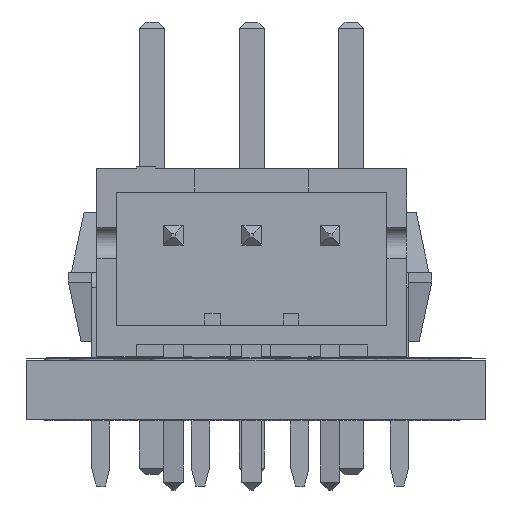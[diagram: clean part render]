
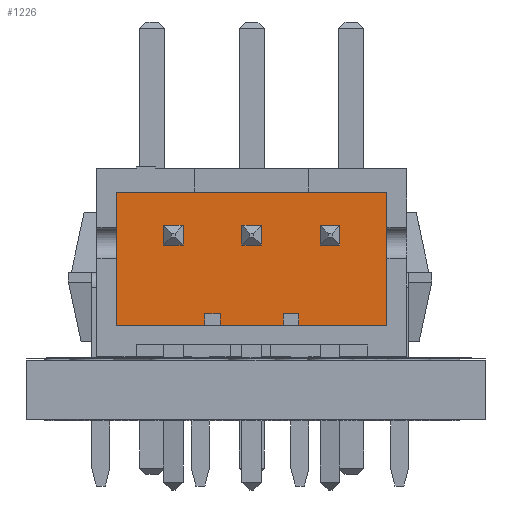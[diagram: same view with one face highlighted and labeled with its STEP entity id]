
A CAD part, front view. The second image highlights one B-rep face of the part: STEP entity #1226.
In plain terms, the highlighted planar face has unit normal (0, -1, 0).
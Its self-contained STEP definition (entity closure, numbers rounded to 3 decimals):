
#277 = VERTEX_POINT('',#278);
#278 = CARTESIAN_POINT('',(5.45,-2.05,0.8));
#284 = EDGE_CURVE('',#277,#285,#287,.T.);
#285 = VERTEX_POINT('',#286);
#286 = CARTESIAN_POINT('',(5.45,-2.05,4.2));
#287 = LINE('',#288,#289);
#288 = CARTESIAN_POINT('',(5.45,-2.05,0.8));
#289 = VECTOR('',#290,1.);
#290 = DIRECTION('',(0.,0.,1.));
#822 = VERTEX_POINT('',#823);
#823 = CARTESIAN_POINT('',(-1.45,-2.05,0.8));
#829 = EDGE_CURVE('',#822,#830,#832,.T.);
#830 = VERTEX_POINT('',#831);
#831 = CARTESIAN_POINT('',(0.8,-2.05,0.8));
#832 = LINE('',#833,#834);
#833 = CARTESIAN_POINT('',(-1.45,-2.05,0.8));
#834 = VECTOR('',#835,1.);
#835 = DIRECTION('',(1.,0.,0.));
#854 = VERTEX_POINT('',#855);
#855 = CARTESIAN_POINT('',(1.2,-2.05,0.8));
#861 = EDGE_CURVE('',#854,#862,#864,.T.);
#862 = VERTEX_POINT('',#863);
#863 = CARTESIAN_POINT('',(2.8,-2.05,0.8));
#864 = LINE('',#865,#866);
#865 = CARTESIAN_POINT('',(-1.45,-2.05,0.8));
#866 = VECTOR('',#867,1.);
#867 = DIRECTION('',(1.,0.,0.));
#886 = VERTEX_POINT('',#887);
#887 = CARTESIAN_POINT('',(3.2,-2.05,0.8));
#893 = EDGE_CURVE('',#886,#277,#894,.T.);
#894 = LINE('',#895,#896);
#895 = CARTESIAN_POINT('',(-1.45,-2.05,0.8));
#896 = VECTOR('',#897,1.);
#897 = DIRECTION('',(1.,0.,0.));
#919 = VERTEX_POINT('',#920);
#920 = CARTESIAN_POINT('',(-1.45,-2.05,4.2));
#926 = EDGE_CURVE('',#919,#822,#927,.T.);
#927 = LINE('',#928,#929);
#928 = CARTESIAN_POINT('',(-1.45,-2.05,4.2));
#929 = VECTOR('',#930,1.);
#930 = DIRECTION('',(0.,0.,-1.));
#1121 = EDGE_CURVE('',#285,#1122,#1124,.T.);
#1122 = VERTEX_POINT('',#1123);
#1123 = CARTESIAN_POINT('',(5.4,-2.05,4.2));
#1124 = LINE('',#1125,#1126);
#1125 = CARTESIAN_POINT('',(5.45,-2.05,4.2));
#1126 = VECTOR('',#1127,1.);
#1127 = DIRECTION('',(-1.,0.,0.));
#1146 = VERTEX_POINT('',#1147);
#1147 = CARTESIAN_POINT('',(4.4,-2.05,4.2));
#1153 = EDGE_CURVE('',#1146,#1154,#1156,.T.);
#1154 = VERTEX_POINT('',#1155);
#1155 = CARTESIAN_POINT('',(-0.4,-2.05,4.2));
#1156 = LINE('',#1157,#1158);
#1157 = CARTESIAN_POINT('',(5.45,-2.05,4.2));
#1158 = VECTOR('',#1159,1.);
#1159 = DIRECTION('',(-1.,0.,0.));
#1178 = VERTEX_POINT('',#1179);
#1179 = CARTESIAN_POINT('',(-1.4,-2.05,4.2));
#1185 = EDGE_CURVE('',#1178,#919,#1186,.T.);
#1186 = LINE('',#1187,#1188);
#1187 = CARTESIAN_POINT('',(5.45,-2.05,4.2));
#1188 = VECTOR('',#1189,1.);
#1189 = DIRECTION('',(-1.,0.,0.));
#1226 = ADVANCED_FACE('',(#1227,#1293,#1327,#1361),#1395,.T.);
#1227 = FACE_BOUND('',#1228,.T.);
#1228 = EDGE_LOOP('',(#1229,#1230,#1231,#1232,#1238,#1239,#1245,#1246,
    #1247,#1248,#1256,#1264,#1270,#1271,#1279,#1287));
#1229 = ORIENTED_EDGE('',*,*,#893,.T.);
#1230 = ORIENTED_EDGE('',*,*,#284,.T.);
#1231 = ORIENTED_EDGE('',*,*,#1121,.T.);
#1232 = ORIENTED_EDGE('',*,*,#1233,.T.);
#1233 = EDGE_CURVE('',#1122,#1146,#1234,.T.);
#1234 = LINE('',#1235,#1236);
#1235 = CARTESIAN_POINT('',(5.45,-2.05,4.2));
#1236 = VECTOR('',#1237,1.);
#1237 = DIRECTION('',(-1.,0.,0.));
#1238 = ORIENTED_EDGE('',*,*,#1153,.T.);
#1239 = ORIENTED_EDGE('',*,*,#1240,.T.);
#1240 = EDGE_CURVE('',#1154,#1178,#1241,.T.);
#1241 = LINE('',#1242,#1243);
#1242 = CARTESIAN_POINT('',(5.45,-2.05,4.2));
#1243 = VECTOR('',#1244,1.);
#1244 = DIRECTION('',(-1.,0.,0.));
#1245 = ORIENTED_EDGE('',*,*,#1185,.T.);
#1246 = ORIENTED_EDGE('',*,*,#926,.T.);
#1247 = ORIENTED_EDGE('',*,*,#829,.T.);
#1248 = ORIENTED_EDGE('',*,*,#1249,.F.);
#1249 = EDGE_CURVE('',#1250,#830,#1252,.T.);
#1250 = VERTEX_POINT('',#1251);
#1251 = CARTESIAN_POINT('',(0.8,-2.05,1.1));
#1252 = LINE('',#1253,#1254);
#1253 = CARTESIAN_POINT('',(0.8,-2.05,1.1));
#1254 = VECTOR('',#1255,1.);
#1255 = DIRECTION('',(0.,0.,-1.));
#1256 = ORIENTED_EDGE('',*,*,#1257,.F.);
#1257 = EDGE_CURVE('',#1258,#1250,#1260,.T.);
#1258 = VERTEX_POINT('',#1259);
#1259 = CARTESIAN_POINT('',(1.2,-2.05,1.1));
#1260 = LINE('',#1261,#1262);
#1261 = CARTESIAN_POINT('',(1.2,-2.05,1.1));
#1262 = VECTOR('',#1263,1.);
#1263 = DIRECTION('',(-1.,0.,0.));
#1264 = ORIENTED_EDGE('',*,*,#1265,.F.);
#1265 = EDGE_CURVE('',#854,#1258,#1266,.T.);
#1266 = LINE('',#1267,#1268);
#1267 = CARTESIAN_POINT('',(1.2,-2.05,0.8));
#1268 = VECTOR('',#1269,1.);
#1269 = DIRECTION('',(0.,0.,1.));
#1270 = ORIENTED_EDGE('',*,*,#861,.T.);
#1271 = ORIENTED_EDGE('',*,*,#1272,.F.);
#1272 = EDGE_CURVE('',#1273,#862,#1275,.T.);
#1273 = VERTEX_POINT('',#1274);
#1274 = CARTESIAN_POINT('',(2.8,-2.05,1.1));
#1275 = LINE('',#1276,#1277);
#1276 = CARTESIAN_POINT('',(2.8,-2.05,1.1));
#1277 = VECTOR('',#1278,1.);
#1278 = DIRECTION('',(0.,0.,-1.));
#1279 = ORIENTED_EDGE('',*,*,#1280,.F.);
#1280 = EDGE_CURVE('',#1281,#1273,#1283,.T.);
#1281 = VERTEX_POINT('',#1282);
#1282 = CARTESIAN_POINT('',(3.2,-2.05,1.1));
#1283 = LINE('',#1284,#1285);
#1284 = CARTESIAN_POINT('',(3.2,-2.05,1.1));
#1285 = VECTOR('',#1286,1.);
#1286 = DIRECTION('',(-1.,0.,0.));
#1287 = ORIENTED_EDGE('',*,*,#1288,.F.);
#1288 = EDGE_CURVE('',#886,#1281,#1289,.T.);
#1289 = LINE('',#1290,#1291);
#1290 = CARTESIAN_POINT('',(3.2,-2.05,0.8));
#1291 = VECTOR('',#1292,1.);
#1292 = DIRECTION('',(0.,0.,1.));
#1293 = FACE_BOUND('',#1294,.T.);
#1294 = EDGE_LOOP('',(#1295,#1305,#1313,#1321));
#1295 = ORIENTED_EDGE('',*,*,#1296,.F.);
#1296 = EDGE_CURVE('',#1297,#1299,#1301,.T.);
#1297 = VERTEX_POINT('',#1298);
#1298 = CARTESIAN_POINT('',(1.75,-2.05,3.35));
#1299 = VERTEX_POINT('',#1300);
#1300 = CARTESIAN_POINT('',(1.75,-2.05,2.85));
#1301 = LINE('',#1302,#1303);
#1302 = CARTESIAN_POINT('',(1.75,-2.05,1.912));
#1303 = VECTOR('',#1304,1.);
#1304 = DIRECTION('',(0.,0.,-1.));
#1305 = ORIENTED_EDGE('',*,*,#1306,.T.);
#1306 = EDGE_CURVE('',#1297,#1307,#1309,.T.);
#1307 = VERTEX_POINT('',#1308);
#1308 = CARTESIAN_POINT('',(2.25,-2.05,3.35));
#1309 = LINE('',#1310,#1311);
#1310 = CARTESIAN_POINT('',(2.125,-2.05,3.35));
#1311 = VECTOR('',#1312,1.);
#1312 = DIRECTION('',(1.,0.,0.));
#1313 = ORIENTED_EDGE('',*,*,#1314,.T.);
#1314 = EDGE_CURVE('',#1307,#1315,#1317,.T.);
#1315 = VERTEX_POINT('',#1316);
#1316 = CARTESIAN_POINT('',(2.25,-2.05,2.85));
#1317 = LINE('',#1318,#1319);
#1318 = CARTESIAN_POINT('',(2.25,-2.05,1.912));
#1319 = VECTOR('',#1320,1.);
#1320 = DIRECTION('',(0.,0.,-1.));
#1321 = ORIENTED_EDGE('',*,*,#1322,.T.);
#1322 = EDGE_CURVE('',#1315,#1299,#1323,.T.);
#1323 = LINE('',#1324,#1325);
#1324 = CARTESIAN_POINT('',(2.125,-2.05,2.85));
#1325 = VECTOR('',#1326,1.);
#1326 = DIRECTION('',(-1.,0.,0.));
#1327 = FACE_BOUND('',#1328,.T.);
#1328 = EDGE_LOOP('',(#1329,#1339,#1347,#1355));
#1329 = ORIENTED_EDGE('',*,*,#1330,.T.);
#1330 = EDGE_CURVE('',#1331,#1333,#1335,.T.);
#1331 = VERTEX_POINT('',#1332);
#1332 = CARTESIAN_POINT('',(4.25,-2.05,3.35));
#1333 = VERTEX_POINT('',#1334);
#1334 = CARTESIAN_POINT('',(4.25,-2.05,2.85));
#1335 = LINE('',#1336,#1337);
#1336 = CARTESIAN_POINT('',(4.25,-2.05,1.901));
#1337 = VECTOR('',#1338,1.);
#1338 = DIRECTION('',(0.,0.,-1.));
#1339 = ORIENTED_EDGE('',*,*,#1340,.T.);
#1340 = EDGE_CURVE('',#1333,#1341,#1343,.T.);
#1341 = VERTEX_POINT('',#1342);
#1342 = CARTESIAN_POINT('',(3.75,-2.05,2.85));
#1343 = LINE('',#1344,#1345);
#1344 = CARTESIAN_POINT('',(3.125,-2.05,2.85));
#1345 = VECTOR('',#1346,1.);
#1346 = DIRECTION('',(-1.,0.,0.));
#1347 = ORIENTED_EDGE('',*,*,#1348,.F.);
#1348 = EDGE_CURVE('',#1349,#1341,#1351,.T.);
#1349 = VERTEX_POINT('',#1350);
#1350 = CARTESIAN_POINT('',(3.75,-2.05,3.35));
#1351 = LINE('',#1352,#1353);
#1352 = CARTESIAN_POINT('',(3.75,-2.05,1.901));
#1353 = VECTOR('',#1354,1.);
#1354 = DIRECTION('',(0.,0.,-1.));
#1355 = ORIENTED_EDGE('',*,*,#1356,.T.);
#1356 = EDGE_CURVE('',#1349,#1331,#1357,.T.);
#1357 = LINE('',#1358,#1359);
#1358 = CARTESIAN_POINT('',(3.125,-2.05,3.35));
#1359 = VECTOR('',#1360,1.);
#1360 = DIRECTION('',(1.,0.,0.));
#1361 = FACE_BOUND('',#1362,.T.);
#1362 = EDGE_LOOP('',(#1363,#1373,#1381,#1389));
#1363 = ORIENTED_EDGE('',*,*,#1364,.F.);
#1364 = EDGE_CURVE('',#1365,#1367,#1369,.T.);
#1365 = VERTEX_POINT('',#1366);
#1366 = CARTESIAN_POINT('',(-0.25,-2.05,3.35));
#1367 = VERTEX_POINT('',#1368);
#1368 = CARTESIAN_POINT('',(-0.25,-2.05,2.85));
#1369 = LINE('',#1370,#1371);
#1370 = CARTESIAN_POINT('',(-0.25,-2.05,1.901));
#1371 = VECTOR('',#1372,1.);
#1372 = DIRECTION('',(0.,0.,-1.));
#1373 = ORIENTED_EDGE('',*,*,#1374,.T.);
#1374 = EDGE_CURVE('',#1365,#1375,#1377,.T.);
#1375 = VERTEX_POINT('',#1376);
#1376 = CARTESIAN_POINT('',(0.25,-2.05,3.35));
#1377 = LINE('',#1378,#1379);
#1378 = CARTESIAN_POINT('',(1.125,-2.05,3.35));
#1379 = VECTOR('',#1380,1.);
#1380 = DIRECTION('',(1.,0.,0.));
#1381 = ORIENTED_EDGE('',*,*,#1382,.T.);
#1382 = EDGE_CURVE('',#1375,#1383,#1385,.T.);
#1383 = VERTEX_POINT('',#1384);
#1384 = CARTESIAN_POINT('',(0.25,-2.05,2.85));
#1385 = LINE('',#1386,#1387);
#1386 = CARTESIAN_POINT('',(0.25,-2.05,1.901));
#1387 = VECTOR('',#1388,1.);
#1388 = DIRECTION('',(0.,0.,-1.));
#1389 = ORIENTED_EDGE('',*,*,#1390,.T.);
#1390 = EDGE_CURVE('',#1383,#1367,#1391,.T.);
#1391 = LINE('',#1392,#1393);
#1392 = CARTESIAN_POINT('',(1.125,-2.05,2.85));
#1393 = VECTOR('',#1394,1.);
#1394 = DIRECTION('',(-1.,0.,0.));
#1395 = PLANE('',#1396);
#1396 = AXIS2_PLACEMENT_3D('',#1397,#1398,#1399);
#1397 = CARTESIAN_POINT('',(2.,-2.05,2.5));
#1398 = DIRECTION('',(0.,-1.,0.));
#1399 = DIRECTION('',(0.,0.,-1.));
